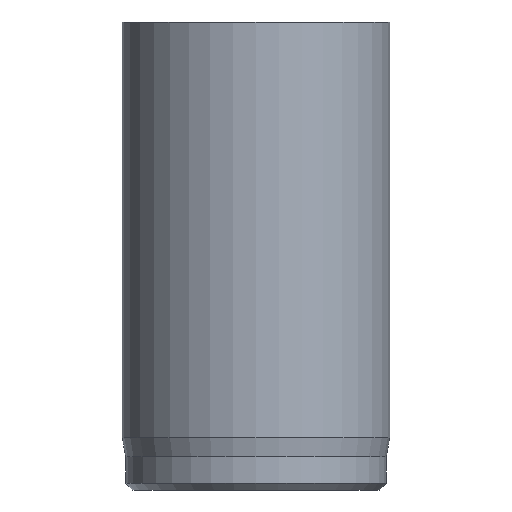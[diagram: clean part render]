
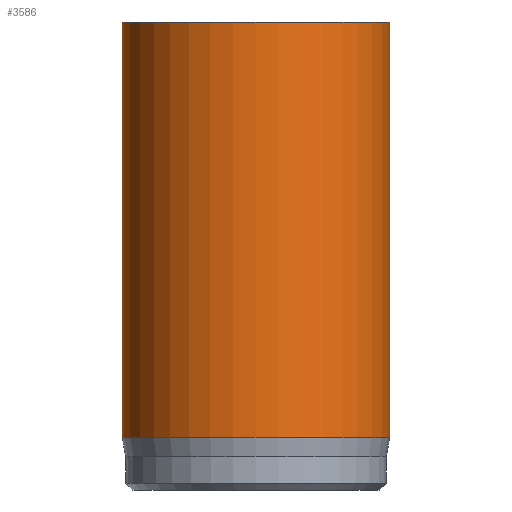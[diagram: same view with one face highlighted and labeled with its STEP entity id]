
A CAD part, front view. The second image highlights one B-rep face of the part: STEP entity #3586.
In plain terms, the highlighted cylindrical face has radius 4 mm (diameter 8 mm), a full revolution.
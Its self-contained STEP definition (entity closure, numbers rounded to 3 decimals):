
#31=CYLINDRICAL_SURFACE('',#3755,4.);
#44=CIRCLE('',#3732,4.);
#55=CIRCLE('',#3753,4.);
#56=CIRCLE('',#3754,4.);
#274=FACE_OUTER_BOUND('',#490,.T.);
#490=EDGE_LOOP('',(#2947,#2948,#2949,#2950,#2951));
#712=LINE('',#6481,#944);
#944=VECTOR('',#4051,4.);
#1543=VERTEX_POINT('',#6438);
#1554=VERTEX_POINT('',#6475);
#1555=VERTEX_POINT('',#6476);
#2023=EDGE_CURVE('',#1543,#1543,#44,.T.);
#2039=EDGE_CURVE('',#1554,#1555,#55,.T.);
#2040=EDGE_CURVE('',#1555,#1554,#56,.T.);
#2042=EDGE_CURVE('',#1543,#1554,#712,.T.);
#2947=ORIENTED_EDGE('',*,*,#2023,.T.);
#2948=ORIENTED_EDGE('',*,*,#2042,.T.);
#2949=ORIENTED_EDGE('',*,*,#2039,.T.);
#2950=ORIENTED_EDGE('',*,*,#2040,.T.);
#2951=ORIENTED_EDGE('',*,*,#2042,.F.);
#3586=ADVANCED_FACE('',(#274),#31,.T.);
#3732=AXIS2_PLACEMENT_3D('',#6439,#3997,#3998);
#3753=AXIS2_PLACEMENT_3D('',#6477,#4044,#4045);
#3754=AXIS2_PLACEMENT_3D('',#6478,#4046,#4047);
#3755=AXIS2_PLACEMENT_3D('',#6480,#4049,#4050);
#3997=DIRECTION('center_axis',(0.,0.,-1.));
#3998=DIRECTION('ref_axis',(-1.,0.,0.));
#4044=DIRECTION('center_axis',(0.,0.,1.));
#4045=DIRECTION('ref_axis',(-1.,0.,0.));
#4046=DIRECTION('center_axis',(0.,0.,1.));
#4047=DIRECTION('ref_axis',(-1.,0.,0.));
#4049=DIRECTION('center_axis',(0.,0.,1.));
#4050=DIRECTION('ref_axis',(-1.,0.,0.));
#4051=DIRECTION('',(0.,0.,-1.));
#6438=CARTESIAN_POINT('',(4.,0.,14.));
#6439=CARTESIAN_POINT('Origin',(0.,0.,14.));
#6475=CARTESIAN_POINT('',(4.,0.,1.567));
#6476=CARTESIAN_POINT('',(-4.,0.,1.567));
#6477=CARTESIAN_POINT('Origin',(0.,0.,1.567));
#6478=CARTESIAN_POINT('Origin',(0.,0.,1.567));
#6480=CARTESIAN_POINT('Origin',(0.,0.,0.));
#6481=CARTESIAN_POINT('',(4.,0.,0.));
